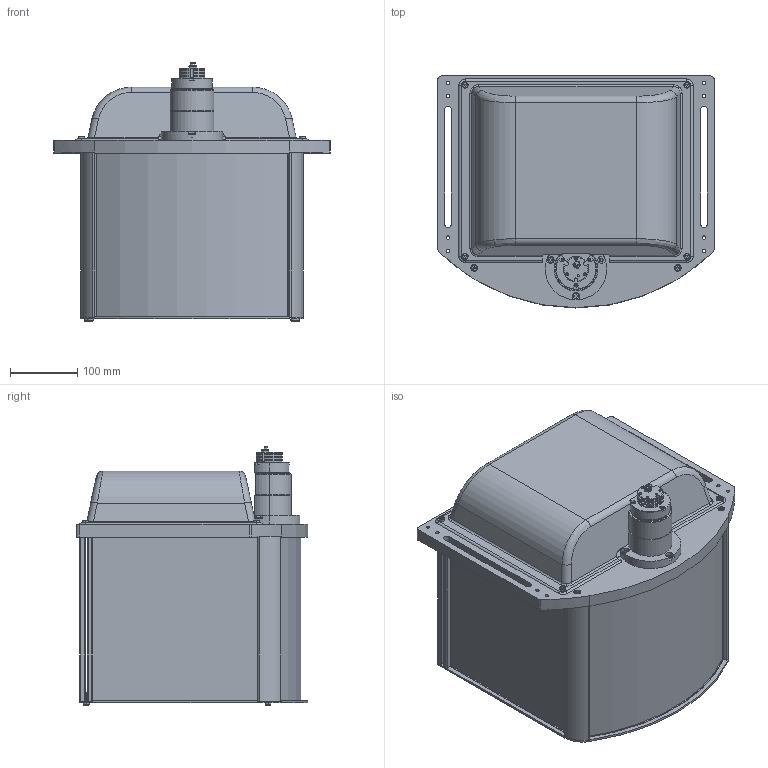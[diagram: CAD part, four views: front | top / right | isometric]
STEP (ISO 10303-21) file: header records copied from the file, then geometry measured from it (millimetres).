
FILE_DESCRIPTION (( 'STEP AP203' ), '1' );
FILE_NAME ('LTCLCP192-G.step', '2019-02-13T15:59:01', ( '' ), ( '' ), 'SwSTEP 2.0', 'SolidWorks 2018', '' );
FILE_SCHEMA (( 'CONFIG_CONTROL_DESIGN' ));
Length unit declared in the file: millimetre
Products named in the file (1): LTCLCP192-G
Bounding box: 410.34 x 344.11 x 383.52 mm (x, y, z)
Surface area: 826645.5 mm2 (no closed solid volume)
Topology: 0 solids, 63 shells, 556 faces, 2341 edges, 1820 vertices
Faces by surface type: cylinder 265, plane 233, torus 24, cone 22, bspline 12
Entity records: 24972 total; most frequent: CARTESIAN_POINT 5262, DIRECTION 4399, ORIENTED_EDGE 3356, EDGE_CURVE 2337, VERTEX_POINT 1820, AXIS2_PLACEMENT_3D 1573, LINE 1253, VECTOR 1253
